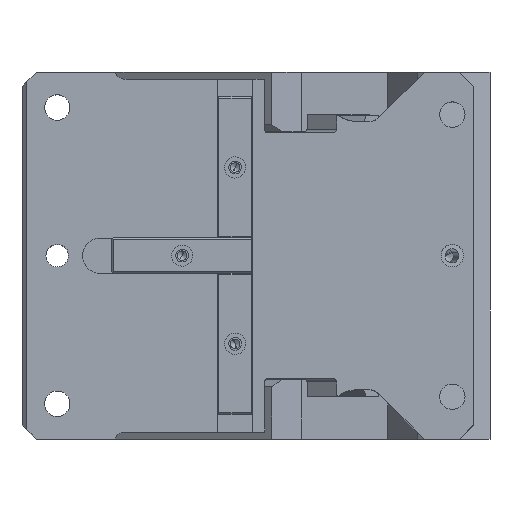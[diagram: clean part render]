
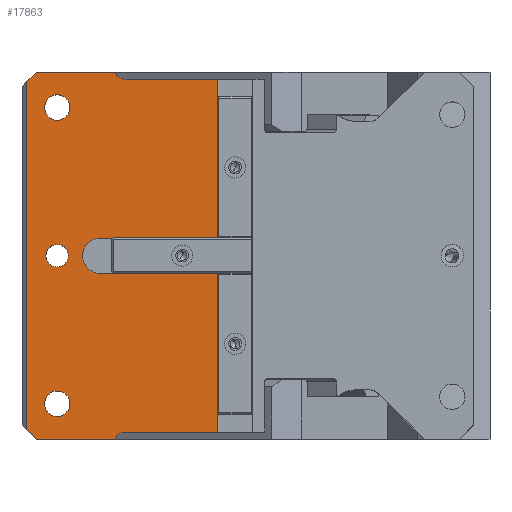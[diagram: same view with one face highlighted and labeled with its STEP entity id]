
A CAD part, top view. The second image highlights one B-rep face of the part: STEP entity #17863.
In plain terms, the highlighted planar face has unit normal (0, 0, 1).
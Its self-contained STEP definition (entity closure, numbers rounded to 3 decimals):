
#16828=CARTESIAN_POINT('Line Origine',(-316.5,0.,185.)) ;
#16832=CARTESIAN_POINT('Vertex',(-316.5,123.5,185.)) ;
#16834=CARTESIAN_POINT('Vertex',(-316.5,-123.5,185.)) ;
#16869=CARTESIAN_POINT('Vertex',(-310.,-130.,185.)) ;
#16872=CARTESIAN_POINT('Line Origine',(-315.,-125.,185.)) ;
#17416=CARTESIAN_POINT('Line Origine',(-315.,125.,185.)) ;
#17420=CARTESIAN_POINT('Vertex',(-310.,130.,185.)) ;
#17705=CARTESIAN_POINT('Axis2P3D Location',(-335.,0.,185.)) ;
#17710=CARTESIAN_POINT('Line Origine',(-282.208,130.,185.)) ;
#17714=CARTESIAN_POINT('Vertex',(-254.416,130.,185.)) ;
#17717=CARTESIAN_POINT('Line Origine',(-282.208,-130.,185.)) ;
#17721=CARTESIAN_POINT('Vertex',(-254.416,-130.,185.)) ;
#17724=CARTESIAN_POINT('Axis2P3D Location',(-247.,-133.,185.)) ;
#17728=CARTESIAN_POINT('Vertex',(-247.,-125.,185.)) ;
#17731=CARTESIAN_POINT('Line Origine',(-214.25,-125.,185.)) ;
#17735=CARTESIAN_POINT('Vertex',(-181.5,-125.,185.)) ;
#17738=CARTESIAN_POINT('Line Origine',(-181.5,-68.75,185.)) ;
#17742=CARTESIAN_POINT('Vertex',(-181.5,-12.5,185.)) ;
#17745=CARTESIAN_POINT('Line Origine',(-223.,-12.5,185.)) ;
#17749=CARTESIAN_POINT('Vertex',(-264.5,-12.5,185.)) ;
#17752=CARTESIAN_POINT('Axis2P3D Location',(-264.5,0.,185.)) ;
#17756=CARTESIAN_POINT('Vertex',(-277.,0.,185.)) ;
#17759=CARTESIAN_POINT('Axis2P3D Location',(-264.5,0.,185.)) ;
#17763=CARTESIAN_POINT('Vertex',(-264.5,12.5,185.)) ;
#17766=CARTESIAN_POINT('Line Origine',(-223.,12.5,185.)) ;
#17770=CARTESIAN_POINT('Vertex',(-181.5,12.5,185.)) ;
#17773=CARTESIAN_POINT('Line Origine',(-181.5,68.75,185.)) ;
#17777=CARTESIAN_POINT('Vertex',(-181.5,125.,185.)) ;
#17780=CARTESIAN_POINT('Line Origine',(-214.25,125.,185.)) ;
#17784=CARTESIAN_POINT('Vertex',(-247.,125.,185.)) ;
#17787=CARTESIAN_POINT('Axis2P3D Location',(-247.,133.,185.)) ;
#17809=CARTESIAN_POINT('Axis2P3D Location',(-295.,105.,185.)) ;
#17813=CARTESIAN_POINT('Vertex',(-286.,105.,185.)) ;
#17815=CARTESIAN_POINT('Vertex',(-304.,105.,185.)) ;
#17818=CARTESIAN_POINT('Axis2P3D Location',(-295.,105.,185.)) ;
#17827=CARTESIAN_POINT('Axis2P3D Location',(-295.,-105.,185.)) ;
#17831=CARTESIAN_POINT('Vertex',(-304.,-105.,185.)) ;
#17833=CARTESIAN_POINT('Vertex',(-286.,-105.,185.)) ;
#17836=CARTESIAN_POINT('Axis2P3D Location',(-295.,-105.,185.)) ;
#17845=CARTESIAN_POINT('Axis2P3D Location',(-295.,0.,185.)) ;
#17849=CARTESIAN_POINT('Vertex',(-303.,0.,185.)) ;
#17851=CARTESIAN_POINT('Vertex',(-287.,0.,185.)) ;
#17854=CARTESIAN_POINT('Axis2P3D Location',(-295.,0.,185.)) ;
#16829=DIRECTION('Vector Direction',(0.,-1.,0.)) ;
#16873=DIRECTION('Vector Direction',(0.707,-0.707,0.)) ;
#17417=DIRECTION('Vector Direction',(0.707,0.707,0.)) ;
#17706=DIRECTION('Axis2P3D Direction',(0.,0.,-1.)) ;
#17707=DIRECTION('Axis2P3D XDirection',(1.,0.,0.)) ;
#17711=DIRECTION('Vector Direction',(1.,0.,0.)) ;
#17718=DIRECTION('Vector Direction',(1.,0.,0.)) ;
#17725=DIRECTION('Axis2P3D Direction',(0.,0.,-1.)) ;
#17732=DIRECTION('Vector Direction',(-1.,0.,0.)) ;
#17739=DIRECTION('Vector Direction',(0.,1.,0.)) ;
#17746=DIRECTION('Vector Direction',(1.,0.,0.)) ;
#17753=DIRECTION('Axis2P3D Direction',(0.,0.,-1.)) ;
#17760=DIRECTION('Axis2P3D Direction',(0.,0.,-1.)) ;
#17767=DIRECTION('Vector Direction',(1.,0.,0.)) ;
#17774=DIRECTION('Vector Direction',(0.,-1.,0.)) ;
#17781=DIRECTION('Vector Direction',(-1.,0.,0.)) ;
#17788=DIRECTION('Axis2P3D Direction',(0.,0.,-1.)) ;
#17810=DIRECTION('Axis2P3D Direction',(0.,0.,-1.)) ;
#17819=DIRECTION('Axis2P3D Direction',(0.,0.,-1.)) ;
#17828=DIRECTION('Axis2P3D Direction',(0.,0.,-1.)) ;
#17837=DIRECTION('Axis2P3D Direction',(0.,0.,-1.)) ;
#17846=DIRECTION('Axis2P3D Direction',(0.,0.,-1.)) ;
#17855=DIRECTION('Axis2P3D Direction',(0.,0.,-1.)) ;
#17708=AXIS2_PLACEMENT_3D('Plane Axis2P3D',#17705,#17706,#17707) ;
#17726=AXIS2_PLACEMENT_3D('Circle Axis2P3D',#17724,#17725,$) ;
#17754=AXIS2_PLACEMENT_3D('Circle Axis2P3D',#17752,#17753,$) ;
#17761=AXIS2_PLACEMENT_3D('Circle Axis2P3D',#17759,#17760,$) ;
#17789=AXIS2_PLACEMENT_3D('Circle Axis2P3D',#17787,#17788,$) ;
#17811=AXIS2_PLACEMENT_3D('Circle Axis2P3D',#17809,#17810,$) ;
#17820=AXIS2_PLACEMENT_3D('Circle Axis2P3D',#17818,#17819,$) ;
#17829=AXIS2_PLACEMENT_3D('Circle Axis2P3D',#17827,#17828,$) ;
#17838=AXIS2_PLACEMENT_3D('Circle Axis2P3D',#17836,#17837,$) ;
#17847=AXIS2_PLACEMENT_3D('Circle Axis2P3D',#17845,#17846,$) ;
#17856=AXIS2_PLACEMENT_3D('Circle Axis2P3D',#17854,#17855,$) ;
#17793=ORIENTED_EDGE('',*,*,#17716,.F.) ;
#17794=ORIENTED_EDGE('',*,*,#17422,.F.) ;
#17795=ORIENTED_EDGE('',*,*,#16836,.T.) ;
#17796=ORIENTED_EDGE('',*,*,#16876,.T.) ;
#17797=ORIENTED_EDGE('',*,*,#17723,.T.) ;
#17798=ORIENTED_EDGE('',*,*,#17730,.T.) ;
#17799=ORIENTED_EDGE('',*,*,#17737,.F.) ;
#17800=ORIENTED_EDGE('',*,*,#17744,.T.) ;
#17801=ORIENTED_EDGE('',*,*,#17751,.F.) ;
#17802=ORIENTED_EDGE('',*,*,#17758,.T.) ;
#17803=ORIENTED_EDGE('',*,*,#17765,.T.) ;
#17804=ORIENTED_EDGE('',*,*,#17772,.T.) ;
#17805=ORIENTED_EDGE('',*,*,#17779,.F.) ;
#17806=ORIENTED_EDGE('',*,*,#17786,.T.) ;
#17807=ORIENTED_EDGE('',*,*,#17791,.T.) ;
#17824=ORIENTED_EDGE('',*,*,#17817,.T.) ;
#17825=ORIENTED_EDGE('',*,*,#17822,.T.) ;
#17842=ORIENTED_EDGE('',*,*,#17835,.T.) ;
#17843=ORIENTED_EDGE('',*,*,#17840,.T.) ;
#17860=ORIENTED_EDGE('',*,*,#17853,.T.) ;
#17861=ORIENTED_EDGE('',*,*,#17858,.T.) ;
#17826=FACE_BOUND('',#17823,.T.) ;
#17844=FACE_BOUND('',#17841,.T.) ;
#17862=FACE_BOUND('',#17859,.T.) ;
#16830=VECTOR('Line Direction',#16829,1.) ;
#16874=VECTOR('Line Direction',#16873,1.) ;
#17418=VECTOR('Line Direction',#17417,1.) ;
#17712=VECTOR('Line Direction',#17711,1.) ;
#17719=VECTOR('Line Direction',#17718,1.) ;
#17733=VECTOR('Line Direction',#17732,1.) ;
#17740=VECTOR('Line Direction',#17739,1.) ;
#17747=VECTOR('Line Direction',#17746,1.) ;
#17768=VECTOR('Line Direction',#17767,1.) ;
#17775=VECTOR('Line Direction',#17774,1.) ;
#17782=VECTOR('Line Direction',#17781,1.) ;
#17863=ADVANCED_FACE('SCHIEBERBETT',(#17808,#17826,#17844,#17862),#17709,.F.) ;
#17727=CIRCLE('generated circle',#17726,8.) ;
#17755=CIRCLE('generated circle',#17754,12.5) ;
#17762=CIRCLE('generated circle',#17761,12.5) ;
#17790=CIRCLE('generated circle',#17789,8.) ;
#17812=CIRCLE('generated circle',#17811,9.) ;
#17821=CIRCLE('generated circle',#17820,9.) ;
#17830=CIRCLE('generated circle',#17829,9.) ;
#17839=CIRCLE('generated circle',#17838,9.) ;
#17848=CIRCLE('generated circle',#17847,8.) ;
#17857=CIRCLE('generated circle',#17856,8.) ;
#16836=EDGE_CURVE('',#16833,#16835,#16831,.T.) ;
#16876=EDGE_CURVE('',#16835,#16870,#16875,.T.) ;
#17422=EDGE_CURVE('',#16833,#17421,#17419,.T.) ;
#17716=EDGE_CURVE('',#17421,#17715,#17713,.T.) ;
#17723=EDGE_CURVE('',#16870,#17722,#17720,.T.) ;
#17730=EDGE_CURVE('',#17722,#17729,#17727,.T.) ;
#17737=EDGE_CURVE('',#17736,#17729,#17734,.T.) ;
#17744=EDGE_CURVE('',#17736,#17743,#17741,.T.) ;
#17751=EDGE_CURVE('',#17750,#17743,#17748,.T.) ;
#17758=EDGE_CURVE('',#17750,#17757,#17755,.T.) ;
#17765=EDGE_CURVE('',#17757,#17764,#17762,.T.) ;
#17772=EDGE_CURVE('',#17764,#17771,#17769,.T.) ;
#17779=EDGE_CURVE('',#17778,#17771,#17776,.T.) ;
#17786=EDGE_CURVE('',#17778,#17785,#17783,.T.) ;
#17791=EDGE_CURVE('',#17785,#17715,#17790,.T.) ;
#17817=EDGE_CURVE('',#17814,#17816,#17812,.T.) ;
#17822=EDGE_CURVE('',#17816,#17814,#17821,.T.) ;
#17835=EDGE_CURVE('',#17832,#17834,#17830,.T.) ;
#17840=EDGE_CURVE('',#17834,#17832,#17839,.T.) ;
#17853=EDGE_CURVE('',#17850,#17852,#17848,.T.) ;
#17858=EDGE_CURVE('',#17852,#17850,#17857,.T.) ;
#17792=EDGE_LOOP('',(#17793,#17794,#17795,#17796,#17797,#17798,#17799,#17800,#17801,#17802,#17803,#17804,#17805,#17806,#17807)) ;
#17823=EDGE_LOOP('',(#17824,#17825)) ;
#17841=EDGE_LOOP('',(#17842,#17843)) ;
#17859=EDGE_LOOP('',(#17860,#17861)) ;
#17808=FACE_OUTER_BOUND('',#17792,.T.) ;
#16831=LINE('Line',#16828,#16830) ;
#16875=LINE('Line',#16872,#16874) ;
#17419=LINE('Line',#17416,#17418) ;
#17713=LINE('Line',#17710,#17712) ;
#17720=LINE('Line',#17717,#17719) ;
#17734=LINE('Line',#17731,#17733) ;
#17741=LINE('Line',#17738,#17740) ;
#17748=LINE('Line',#17745,#17747) ;
#17769=LINE('Line',#17766,#17768) ;
#17776=LINE('Line',#17773,#17775) ;
#17783=LINE('Line',#17780,#17782) ;
#17709=PLANE('',#17708) ;
#16833=VERTEX_POINT('',#16832) ;
#16835=VERTEX_POINT('',#16834) ;
#16870=VERTEX_POINT('',#16869) ;
#17421=VERTEX_POINT('',#17420) ;
#17715=VERTEX_POINT('',#17714) ;
#17722=VERTEX_POINT('',#17721) ;
#17729=VERTEX_POINT('',#17728) ;
#17736=VERTEX_POINT('',#17735) ;
#17743=VERTEX_POINT('',#17742) ;
#17750=VERTEX_POINT('',#17749) ;
#17757=VERTEX_POINT('',#17756) ;
#17764=VERTEX_POINT('',#17763) ;
#17771=VERTEX_POINT('',#17770) ;
#17778=VERTEX_POINT('',#17777) ;
#17785=VERTEX_POINT('',#17784) ;
#17814=VERTEX_POINT('',#17813) ;
#17816=VERTEX_POINT('',#17815) ;
#17832=VERTEX_POINT('',#17831) ;
#17834=VERTEX_POINT('',#17833) ;
#17850=VERTEX_POINT('',#17849) ;
#17852=VERTEX_POINT('',#17851) ;
